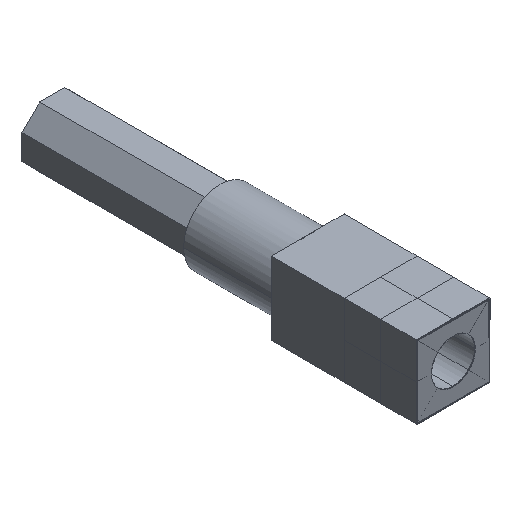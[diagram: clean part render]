
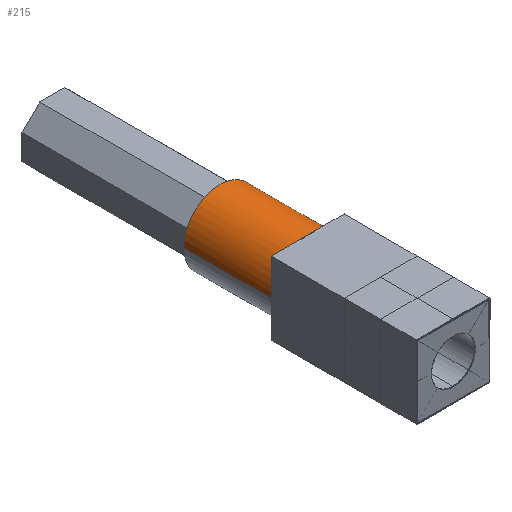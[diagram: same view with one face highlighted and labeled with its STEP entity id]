
A CAD part, isometric view. The second image highlights one B-rep face of the part: STEP entity #215.
In plain terms, the highlighted free-form (B-spline) face has degree [2, 1] with [5, 2] control points.
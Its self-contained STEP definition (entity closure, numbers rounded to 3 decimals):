
#215=ADVANCED_FACE('',(#369),#4548,.T.);
#369=FACE_OUTER_BOUND('',#531,.T.);
#531=EDGE_LOOP('',(#1209,#1210,#1211,#1212));
#1209=ORIENTED_EDGE('',*,*,#3387,.F.);
#1210=ORIENTED_EDGE('',*,*,#3381,.F.);
#1211=ORIENTED_EDGE('',*,*,#3389,.F.);
#1212=ORIENTED_EDGE('',*,*,#3379,.F.);
#1319=(
BOUNDED_CURVE()
B_SPLINE_CURVE(1,(#8056,#8057),.UNSPECIFIED.,.F.,.F.)
B_SPLINE_CURVE_WITH_KNOTS((2,2),(0.,24.),.UNSPECIFIED.)
CURVE()
GEOMETRIC_REPRESENTATION_ITEM()
RATIONAL_B_SPLINE_CURVE((1.,1.))
REPRESENTATION_ITEM('')
);
#1321=(
BOUNDED_CURVE()
B_SPLINE_CURVE(1,(#8067,#8068),.UNSPECIFIED.,.F.,.F.)
B_SPLINE_CURVE_WITH_KNOTS((2,2),(-24.,0.),.UNSPECIFIED.)
CURVE()
GEOMETRIC_REPRESENTATION_ITEM()
RATIONAL_B_SPLINE_CURVE((1.,1.))
REPRESENTATION_ITEM('')
);
#1327=(
BOUNDED_CURVE()
B_SPLINE_CURVE(2,(#8100,#8101,#8102,#8103,#8104),.UNSPECIFIED.,.F.,.F.)
B_SPLINE_CURVE_WITH_KNOTS((3,2,3),(0.,15.708,31.416),
 .UNSPECIFIED.)
CURVE()
GEOMETRIC_REPRESENTATION_ITEM()
RATIONAL_B_SPLINE_CURVE((1.,0.707,1.,0.707,1.))
REPRESENTATION_ITEM('')
);
#1328=(
BOUNDED_CURVE()
B_SPLINE_CURVE(2,(#8105,#8106,#8107,#8108,#8109),.UNSPECIFIED.,.F.,.F.)
B_SPLINE_CURVE_WITH_KNOTS((3,2,3),(0.,15.708,31.416),
 .UNSPECIFIED.)
CURVE()
GEOMETRIC_REPRESENTATION_ITEM()
RATIONAL_B_SPLINE_CURVE((1.,0.707,1.,0.707,1.))
REPRESENTATION_ITEM('')
);
#1334=(
BOUNDED_CURVE()
B_SPLINE_CURVE(2,(#8135,#8136,#8137,#8138,#8139),.UNSPECIFIED.,.F.,.F.)
B_SPLINE_CURVE_WITH_KNOTS((3,2,3),(-31.416,-15.708,0.),
 .UNSPECIFIED.)
CURVE()
GEOMETRIC_REPRESENTATION_ITEM()
RATIONAL_B_SPLINE_CURVE((1.,0.707,1.,0.707,1.))
REPRESENTATION_ITEM('')
);
#1335=(
BOUNDED_CURVE()
B_SPLINE_CURVE(2,(#8140,#8141,#8142,#8143,#8144),.UNSPECIFIED.,.F.,.F.)
B_SPLINE_CURVE_WITH_KNOTS((3,2,3),(-31.416,-15.708,0.),
 .UNSPECIFIED.)
CURVE()
GEOMETRIC_REPRESENTATION_ITEM()
RATIONAL_B_SPLINE_CURVE((1.,0.707,1.,0.707,1.))
REPRESENTATION_ITEM('')
);
#1999=PCURVE('',#4546,#2683);
#2001=PCURVE('',#4546,#2685);
#2007=PCURVE('',#4676,#2691);
#2012=PCURVE('',#4677,#2696);
#2015=PCURVE('',#4548,#2699);
#2016=PCURVE('',#4548,#2700);
#2017=PCURVE('',#4548,#2701);
#2018=PCURVE('',#4548,#2702);
#2683=DEFINITIONAL_REPRESENTATION('',(#4280),#8178);
#2685=DEFINITIONAL_REPRESENTATION('',(#4282),#8178);
#2691=DEFINITIONAL_REPRESENTATION('',(#1328),#8178);
#2696=DEFINITIONAL_REPRESENTATION('',(#1335),#8178);
#2699=DEFINITIONAL_REPRESENTATION('',(#4288),#8178);
#2700=DEFINITIONAL_REPRESENTATION('',(#4289),#8178);
#2701=DEFINITIONAL_REPRESENTATION('',(#4290),#8178);
#2702=DEFINITIONAL_REPRESENTATION('',(#4291),#8178);
#3037=SURFACE_CURVE('',#1319,(#1999,#2018),.PCURVE_S1.);
#3039=SURFACE_CURVE('',#1321,(#2001,#2016),.PCURVE_S1.);
#3045=SURFACE_CURVE('',#1327,(#2007,#2015),.PCURVE_S1.);
#3047=SURFACE_CURVE('',#1334,(#2012,#2017),.PCURVE_S1.);
#3379=EDGE_CURVE('',#4520,#4521,#3037,.T.);
#3381=EDGE_CURVE('',#4517,#4516,#3039,.T.);
#3387=EDGE_CURVE('',#4516,#4520,#3045,.T.);
#3389=EDGE_CURVE('',#4521,#4517,#3047,.T.);
#4280=B_SPLINE_CURVE_WITH_KNOTS('',1,(#8058,#8059),.UNSPECIFIED.,.F.,.F.,
(2,2),(0.,24.),.UNSPECIFIED.);
#4282=B_SPLINE_CURVE_WITH_KNOTS('',1,(#8069,#8070),.UNSPECIFIED.,.F.,.F.,
(2,2),(-24.,0.),.UNSPECIFIED.);
#4288=B_SPLINE_CURVE_WITH_KNOTS('',1,(#8160,#8161),.UNSPECIFIED.,.F.,.F.,
(2,2),(0.,31.416),.UNSPECIFIED.);
#4289=B_SPLINE_CURVE_WITH_KNOTS('',1,(#8162,#8163),.UNSPECIFIED.,.F.,.F.,
(2,2),(-24.,0.),.UNSPECIFIED.);
#4290=B_SPLINE_CURVE_WITH_KNOTS('',1,(#8164,#8165),.UNSPECIFIED.,.F.,.F.,
(2,2),(-31.416,0.),.UNSPECIFIED.);
#4291=B_SPLINE_CURVE_WITH_KNOTS('',1,(#8166,#8167),.UNSPECIFIED.,.F.,.F.,
(2,2),(0.,24.),.UNSPECIFIED.);
#4516=VERTEX_POINT('',#8048);
#4517=VERTEX_POINT('',#8049);
#4520=VERTEX_POINT('',#8052);
#4521=VERTEX_POINT('',#8053);
#4546=(
BOUNDED_SURFACE()
B_SPLINE_SURFACE(2,1,((#8000,#8001),(#8002,#8003),(#8004,#8005),(#8006,
#8007),(#8008,#8009)),.UNSPECIFIED.,.F.,.F.,.F.)
B_SPLINE_SURFACE_WITH_KNOTS((3,2,3),(2,2),(-62.832,-47.124,
-31.416),(0.,24.),.UNSPECIFIED.)
GEOMETRIC_REPRESENTATION_ITEM()
RATIONAL_B_SPLINE_SURFACE(((1.,1.),(0.707,0.707),
(1.,1.),(0.707,0.707),(1.,1.)))
REPRESENTATION_ITEM('')
SURFACE()
);
#4548=(
BOUNDED_SURFACE()
B_SPLINE_SURFACE(2,1,((#8028,#8029),(#8030,#8031),(#8032,#8033),(#8034,
#8035),(#8036,#8037)),.UNSPECIFIED.,.F.,.F.,.F.)
B_SPLINE_SURFACE_WITH_KNOTS((3,2,3),(2,2),(-31.416,-15.708,
0.),(0.,24.),.UNSPECIFIED.)
GEOMETRIC_REPRESENTATION_ITEM()
RATIONAL_B_SPLINE_SURFACE(((1.,1.),(0.707,0.707),
(1.,1.),(0.707,0.707),(1.,1.)))
REPRESENTATION_ITEM('')
SURFACE()
);
#4676=B_SPLINE_SURFACE_WITH_KNOTS('',1,1,((#8020,#8021),(#8022,#8023)),
 .UNSPECIFIED.,.F.,.F.,.F.,(2,2),(2,2),(-12.5,12.5),(-2.5,22.5),
 .UNSPECIFIED.);
#4677=B_SPLINE_SURFACE_WITH_KNOTS('',1,1,((#8024,#8025),(#8026,#8027)),
 .UNSPECIFIED.,.F.,.F.,.F.,(2,2),(2,2),(-2.5,22.5),(-12.5,12.5),
 .UNSPECIFIED.);
#8000=CARTESIAN_POINT('',(10.,70.,0.));
#8001=CARTESIAN_POINT('',(10.,94.,0.));
#8002=CARTESIAN_POINT('',(10.,70.,-10.));
#8003=CARTESIAN_POINT('',(10.,94.,-10.));
#8004=CARTESIAN_POINT('',(0.,70.,-10.));
#8005=CARTESIAN_POINT('',(0.,94.,-10.));
#8006=CARTESIAN_POINT('',(-10.,70.,-10.));
#8007=CARTESIAN_POINT('',(-10.,94.,-10.));
#8008=CARTESIAN_POINT('',(-10.,70.,0.));
#8009=CARTESIAN_POINT('',(-10.,94.,0.));
#8020=CARTESIAN_POINT('',(12.5,70.,-12.5));
#8021=CARTESIAN_POINT('',(-12.5,70.,-12.5));
#8022=CARTESIAN_POINT('',(12.5,70.,12.5));
#8023=CARTESIAN_POINT('',(-12.5,70.,12.5));
#8024=CARTESIAN_POINT('',(12.5,94.,-12.5));
#8025=CARTESIAN_POINT('',(12.5,94.,12.5));
#8026=CARTESIAN_POINT('',(-12.5,94.,-12.5));
#8027=CARTESIAN_POINT('',(-12.5,94.,12.5));
#8028=CARTESIAN_POINT('',(-10.,70.,0.));
#8029=CARTESIAN_POINT('',(-10.,94.,0.));
#8030=CARTESIAN_POINT('',(-10.,70.,10.));
#8031=CARTESIAN_POINT('',(-10.,94.,10.));
#8032=CARTESIAN_POINT('',(0.,70.,10.));
#8033=CARTESIAN_POINT('',(0.,94.,10.));
#8034=CARTESIAN_POINT('',(10.,70.,10.));
#8035=CARTESIAN_POINT('',(10.,94.,10.));
#8036=CARTESIAN_POINT('',(10.,70.,0.));
#8037=CARTESIAN_POINT('',(10.,94.,0.));
#8048=CARTESIAN_POINT('',(10.,70.,0.));
#8049=CARTESIAN_POINT('',(10.,94.,0.));
#8052=CARTESIAN_POINT('',(-10.,70.,0.));
#8053=CARTESIAN_POINT('',(-10.,94.,0.));
#8056=CARTESIAN_POINT('',(-10.,70.,0.));
#8057=CARTESIAN_POINT('',(-10.,94.,0.));
#8058=CARTESIAN_POINT('',(-31.416,0.));
#8059=CARTESIAN_POINT('',(-31.416,24.));
#8067=CARTESIAN_POINT('',(10.,94.,0.));
#8068=CARTESIAN_POINT('',(10.,70.,0.));
#8069=CARTESIAN_POINT('',(-62.832,24.));
#8070=CARTESIAN_POINT('',(-62.832,0.));
#8100=CARTESIAN_POINT('',(10.,70.,0.));
#8101=CARTESIAN_POINT('',(10.,70.,10.));
#8102=CARTESIAN_POINT('',(0.,70.,10.));
#8103=CARTESIAN_POINT('',(-10.,70.,10.));
#8104=CARTESIAN_POINT('',(-10.,70.,0.));
#8105=CARTESIAN_POINT('',(0.,0.));
#8106=CARTESIAN_POINT('',(10.,0.));
#8107=CARTESIAN_POINT('',(10.,10.));
#8108=CARTESIAN_POINT('',(10.,20.));
#8109=CARTESIAN_POINT('',(0.,20.));
#8135=CARTESIAN_POINT('',(-10.,94.,0.));
#8136=CARTESIAN_POINT('',(-10.,94.,10.));
#8137=CARTESIAN_POINT('',(0.,94.,10.));
#8138=CARTESIAN_POINT('',(10.,94.,10.));
#8139=CARTESIAN_POINT('',(10.,94.,0.));
#8140=CARTESIAN_POINT('',(20.,0.));
#8141=CARTESIAN_POINT('',(20.,10.));
#8142=CARTESIAN_POINT('',(10.,10.));
#8143=CARTESIAN_POINT('',(0.,10.));
#8144=CARTESIAN_POINT('',(0.,0.));
#8160=CARTESIAN_POINT('',(0.,0.));
#8161=CARTESIAN_POINT('',(-31.416,0.));
#8162=CARTESIAN_POINT('',(0.,24.));
#8163=CARTESIAN_POINT('',(0.,0.));
#8164=CARTESIAN_POINT('',(-31.416,24.));
#8165=CARTESIAN_POINT('',(0.,24.));
#8166=CARTESIAN_POINT('',(-31.416,0.));
#8167=CARTESIAN_POINT('',(-31.416,24.));
#8178=(
GEOMETRIC_REPRESENTATION_CONTEXT(2)
PARAMETRIC_REPRESENTATION_CONTEXT()
REPRESENTATION_CONTEXT('pspace','')
);
